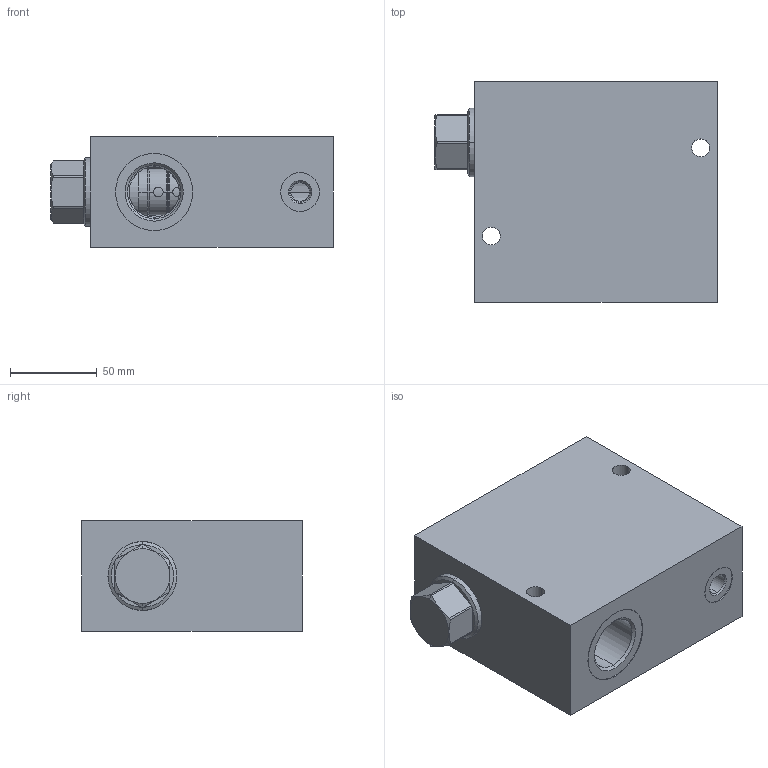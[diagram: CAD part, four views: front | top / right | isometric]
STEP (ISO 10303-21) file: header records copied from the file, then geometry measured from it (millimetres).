
FILE_DESCRIPTION((''),'2;1');
FILE_NAME('H6X_ASM','2022-02-10T',('ProEService'),(''),'PRO/ENGINEER BY PARAMETRIC TECHNOLOGY CORPORATION, 2014200','PRO/ENGINEER BY PARAMETRIC TECHNOLOGY CORPORATION, 2014200','');
FILE_SCHEMA(('CONFIG_CONTROL_DESIGN'));
Length unit declared in the file: inch
Products named in the file (3): 150-755-008; CXHAXCN; H6X_ASM
Assembly tree (2 placements, depth 2):
  H6X_ASM
    150-755-008
    CXHAXCN
Bounding box: 162.74 x 127 x 63.5 mm (x, y, z)
Volume: 937104.4 mm3; surface area: 116811.6 mm2
Topology: 3 solids, 4 shells, 294 faces, 880 edges, 706 vertices
Faces by surface type: cylinder 146, cone 65, plane 45, torus 32, revolution 6
Entity records: 11691 total; most frequent: CARTESIAN_POINT 3841, DIRECTION 1690, ORIENTED_EDGE 1320, EDGE_CURVE 660, AXIS2_PLACEMENT_3D 620, VECTOR 444, LINE 444, VERTEX_POINT 393
